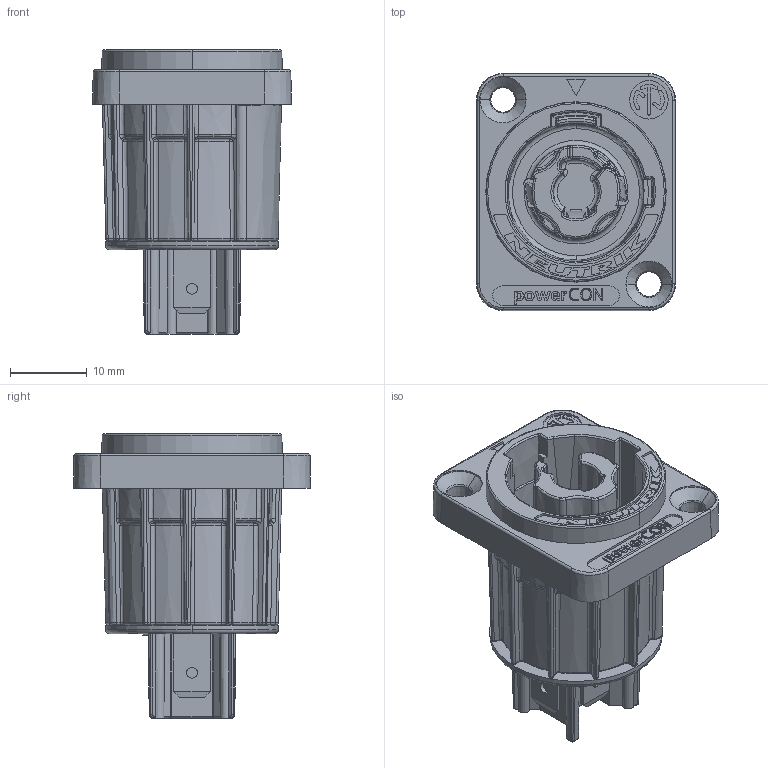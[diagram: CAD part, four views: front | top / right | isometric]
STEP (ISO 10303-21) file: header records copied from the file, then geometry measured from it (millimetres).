
FILE_DESCRIPTION((''),'2;1');
FILE_NAME('30009536','2025-04-25T15:04:08',('SYSTEM'),(''),'CREO PARAMETRIC BY PTC INC, 2023424','CREO PARAMETRIC BY PTC INC, 2023424','');
FILE_SCHEMA(('CONFIG_CONTROL_DESIGN'));
Products named in the file (1): 30009536
Bounding box: 25.9 x 30.9 x 37 mm (x, y, z)
Volume: 7247.4 mm3; surface area: 8146.2 mm2
Topology: 1 solids, 1 shells, 1339 faces, 3455 edges, 2169 vertices
Faces by surface type: plane 440, cylinder 224, bspline 223, extrusion 215, torus 102, cone 94, sphere 41
Entity records: 57488 total; most frequent: CARTESIAN_POINT 27611, ORIENTED_EDGE 6908, DIRECTION 5034, EDGE_CURVE 3454, VERTEX_POINT 2169, AXIS2_PLACEMENT_3D 1719, VECTOR 1596, B_SPLINE_CURVE_WITH_KNOTS 1470
